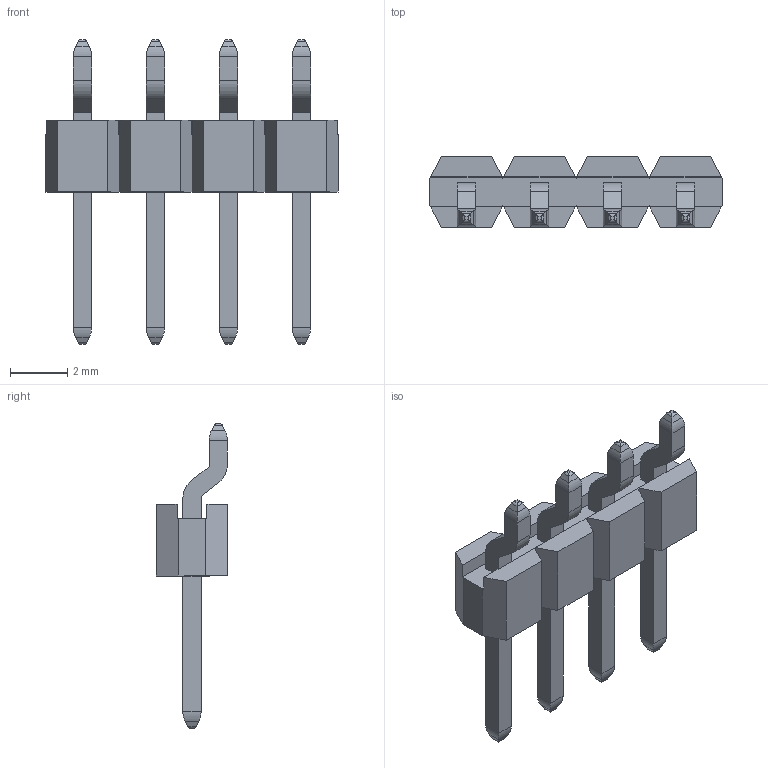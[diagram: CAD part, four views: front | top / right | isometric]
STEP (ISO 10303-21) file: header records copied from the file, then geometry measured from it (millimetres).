
FILE_DESCRIPTION(/* description */ (''),/* implementation_level */ '2;1');
FILE_NAME(/* name */ '3531-11-004-xx.stp',/* time_stamp */ '2018-01-24T09:29:50+01:00',/* author */ ('andreas.larin'),/* organization */ (''),/* preprocessor_version */ 'ST-DEVELOPER v15.6',/* originating_system */ 'Autodesk Inventor 2015',/* authorisation */ '');
FILE_SCHEMA (('AUTOMOTIVE_DESIGN { 1 0 10303 214 3 1 1 }'));
Length unit declared in the file: centimetre
Products named in the file (1): 3531-11-004-xx
Bounding box: 10.16 x 2.5 x 10.6 mm (x, y, z)
Volume: 65.7 mm3; surface area: 215.1 mm2
Topology: 1 solids, 1 shells, 204 faces, 486 edges, 292 vertices
Faces by surface type: plane 132, cylinder 72
Entity records: 5746 total; most frequent: CARTESIAN_POINT 983, DIRECTION 976, ORIENTED_EDGE 972, EDGE_CURVE 486, LINE 406, VECTOR 406, VERTEX_POINT 292, AXIS2_PLACEMENT_3D 285
